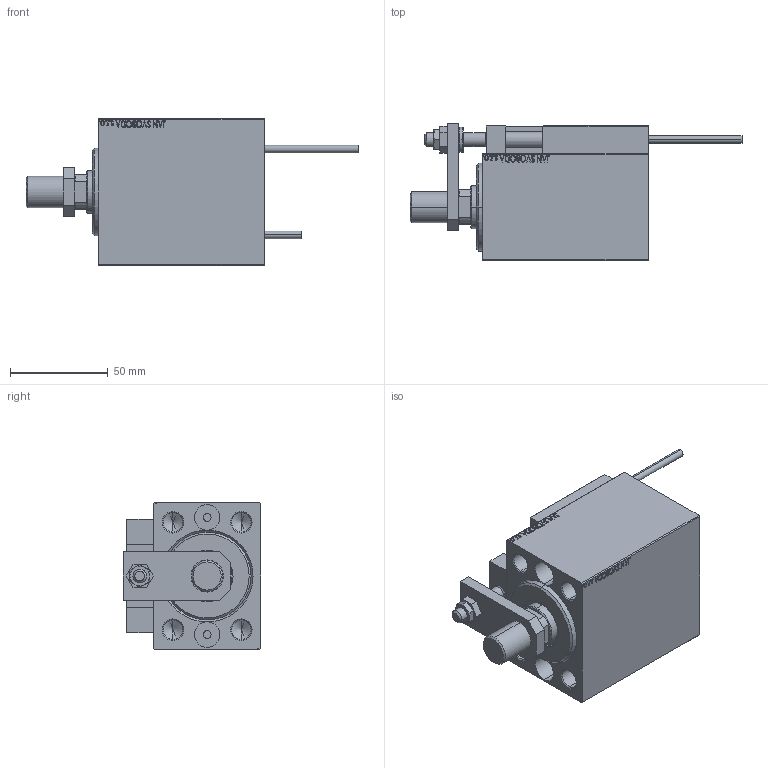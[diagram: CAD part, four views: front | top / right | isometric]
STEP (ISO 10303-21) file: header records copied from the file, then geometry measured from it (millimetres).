
FILE_DESCRIPTION (( 'STEP AP203' ), '1' );
FILE_NAME ('03b5.STEP', '2024-02-12T01:00:24', ( '' ), ( '' ), 'SwSTEP 2.0', 'SolidWorks 2019', '' );
FILE_SCHEMA (( 'CONFIG_CONTROL_DESIGN' ));
Length unit declared in the file: millimetre
Products named in the file (17): Block cfdaac5103cb9ece4cf96448c32ccbdf; V450CM_VC_B cfdaac5103cb9ece4cf96448c32ccbdf; ALLEN BOLT D5 cfdaac5103cb9ece4cf96448c32ccbdf; 03b5; SWITCH X cfdaac5103cb9ece4cf96448c32ccbdf; MAGNET cfdaac5103cb9ece4cf96448c32ccbdf; V450CM_B_Body cfdaac5103cb9ece4cf96448c32ccbdf; KONCOVKA cfdaac5103cb9ece4cf96448c32ccbdf; V450CM_MALE_METRIC cfdaac5103cb9ece4cf96448c32ccbdf; NUT_D10 cfdaac5103cb9ece4cf96448c32ccbdf; ZARAZKA cfdaac5103cb9ece4cf96448c32ccbdf; V450CM_B_VCP cfdaac5103cb9ece4cf96448c32ccbdf; NUT_D12 cfdaac5103cb9ece4cf96448c32ccbdf; SWITCH_X_FRONT_BACK cfdaac5103cb9ece4cf96448c32ccbdf; ALLEN BOLT D8 cfdaac5103cb9ece4cf96448c32ccbdf; SWITCH DIM B,W cfdaac5103cb9ece4cf96448c32ccbdf; TYC_L79 cfdaac5103cb9ece4cf96448c32ccbdf
Assembly tree (26 placements, depth 3):
  03b5
    V450CM_B_Body cfdaac5103cb9ece4cf96448c32ccbdf
    V450CM_B_VCP cfdaac5103cb9ece4cf96448c32ccbdf
    SWITCH X cfdaac5103cb9ece4cf96448c32ccbdf
      SWITCH_X_FRONT_BACK cfdaac5103cb9ece4cf96448c32ccbdf  x2
      TYC_L79 cfdaac5103cb9ece4cf96448c32ccbdf
      Block cfdaac5103cb9ece4cf96448c32ccbdf  x2
      ALLEN BOLT D5 cfdaac5103cb9ece4cf96448c32ccbdf  x4
      ALLEN BOLT D8 cfdaac5103cb9ece4cf96448c32ccbdf  x4
      MAGNET cfdaac5103cb9ece4cf96448c32ccbdf  x2
      KONCOVKA cfdaac5103cb9ece4cf96448c32ccbdf  x2
    NUT_D10 cfdaac5103cb9ece4cf96448c32ccbdf
    NUT_D12 cfdaac5103cb9ece4cf96448c32ccbdf
    SWITCH DIM B,W cfdaac5103cb9ece4cf96448c32ccbdf
    ZARAZKA cfdaac5103cb9ece4cf96448c32ccbdf
    V450CM_VC_B cfdaac5103cb9ece4cf96448c32ccbdf
    V450CM_MALE_METRIC cfdaac5103cb9ece4cf96448c32ccbdf
Bounding box: 170 x 70.5 x 75 mm (x, y, z)
Volume: 379191.4 mm3; surface area: 86353.7 mm2
Topology: 25 solids, 25 shells, 1327 faces, 3164 edges, 2002 vertices
Faces by surface type: plane 564, bspline 380, cylinder 184, cone 149, torus 46, sphere 4
Entity records: 51482 total; most frequent: CARTESIAN_POINT 26164, ORIENTED_EDGE 5316, DIRECTION 3651, EDGE_CURVE 2658, VERTEX_POINT 1726, LINE 1529, VECTOR 1529, EDGE_LOOP 1230
